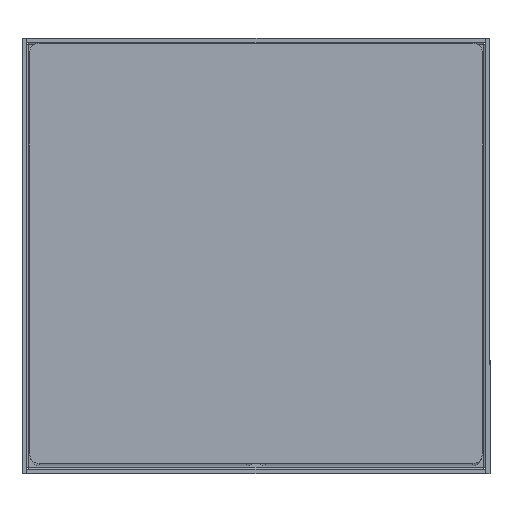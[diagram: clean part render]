
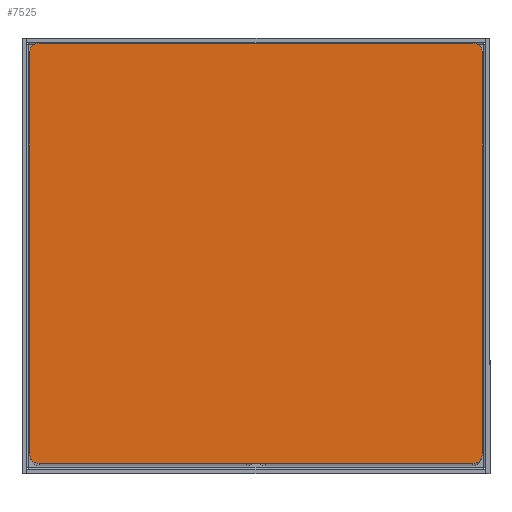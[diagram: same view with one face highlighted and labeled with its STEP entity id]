
A CAD part, top view. The second image highlights one B-rep face of the part: STEP entity #7525.
In plain terms, the highlighted face is planar.
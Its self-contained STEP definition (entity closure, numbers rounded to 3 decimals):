
#48 = VERTEX_POINT ( 'NONE', #9209 ) ;
#184 = VERTEX_POINT ( 'NONE', #10002 ) ;
#249 = EDGE_CURVE ( 'NONE', #8627, #655, #1334, .T. ) ;
#288 = ORIENTED_EDGE ( 'NONE', *, *, #7957, .T. ) ;
#308 = CARTESIAN_POINT ( 'NONE',  ( -65.1, 3., 67.2 ) ) ;
#439 = EDGE_CURVE ( 'NONE', #6221, #8759, #3620, .T. ) ;
#634 = ORIENTED_EDGE ( 'NONE', *, *, #3147, .T. ) ;
#655 = VERTEX_POINT ( 'NONE', #8508 ) ;
#978 = ORIENTED_EDGE ( 'NONE', *, *, #5746, .T. ) ;
#1301 = LINE ( 'NONE', #9633, #9213 ) ;
#1334 = LINE ( 'NONE', #3252, #9251 ) ;
#1505 = CARTESIAN_POINT ( 'NONE',  ( -62.1, 3., 67.2 ) ) ;
#1590 = EDGE_CURVE ( 'NONE', #4536, #8627, #7826, .T. ) ;
#1903 = CARTESIAN_POINT ( 'NONE',  ( -65.1, 3., -70.2 ) ) ;
#1984 = VECTOR ( 'NONE', #6856, 1000. ) ;
#2083 = EDGE_CURVE ( 'NONE', #184, #4536, #6127, .T. ) ;
#2344 = AXIS2_PLACEMENT_3D ( 'NONE', #1505, #6980, #2367 ) ;
#2367 = DIRECTION ( 'NONE',  ( 0., 0., 1. ) ) ;
#2495 = EDGE_CURVE ( 'NONE', #48, #184, #5886, .T. ) ;
#2597 = ORIENTED_EDGE ( 'NONE', *, *, #1590, .T. ) ;
#2654 = CARTESIAN_POINT ( 'NONE',  ( 62.1, 3., -70.2 ) ) ;
#2786 = ORIENTED_EDGE ( 'NONE', *, *, #2495, .T. ) ;
#3014 = CARTESIAN_POINT ( 'NONE',  ( -65.1, 3., -70.2 ) ) ;
#3063 = DIRECTION ( 'NONE',  ( 0., 0., 1. ) ) ;
#3113 = AXIS2_PLACEMENT_3D ( 'NONE', #9278, #7676, #3063 ) ;
#3147 = EDGE_CURVE ( 'NONE', #655, #7441, #7786, .T. ) ;
#3252 = CARTESIAN_POINT ( 'NONE',  ( -65.1, 3., 70.2 ) ) ;
#3424 = DIRECTION ( 'NONE',  ( 0., 0., -1. ) ) ;
#3484 = DIRECTION ( 'NONE',  ( 0., 1., 0. ) ) ;
#3620 = CIRCLE ( 'NONE', #3705, 3. ) ;
#3705 = AXIS2_PLACEMENT_3D ( 'NONE', #8126, #3484, #8952 ) ;
#4177 = CARTESIAN_POINT ( 'NONE',  ( 62.1, 3., 67.2 ) ) ;
#4304 = CARTESIAN_POINT ( 'NONE',  ( -62.1, 3., -67.2 ) ) ;
#4536 = VERTEX_POINT ( 'NONE', #308 ) ;
#4798 = FACE_OUTER_BOUND ( 'NONE', #8078, .T. ) ;
#4975 = DIRECTION ( 'NONE',  ( 0., 0., 1. ) ) ;
#5079 = ORIENTED_EDGE ( 'NONE', *, *, #249, .T. ) ;
#5105 = DIRECTION ( 'NONE',  ( 0., 0., 1. ) ) ;
#5579 = VECTOR ( 'NONE', #8092, 1000. ) ;
#5746 = EDGE_CURVE ( 'NONE', #8759, #48, #7605, .T. ) ;
#5874 = AXIS2_PLACEMENT_3D ( 'NONE', #4177, #9650, #4975 ) ;
#5886 = CIRCLE ( 'NONE', #5926, 3. ) ;
#5926 = AXIS2_PLACEMENT_3D ( 'NONE', #4304, #9767, #5105 ) ;
#6031 = CARTESIAN_POINT ( 'NONE',  ( 65.1, 3., 67.2 ) ) ;
#6127 = LINE ( 'NONE', #3014, #1984 ) ;
#6132 = PLANE ( 'NONE',  #3113 ) ;
#6221 = VERTEX_POINT ( 'NONE', #6375 ) ;
#6375 = CARTESIAN_POINT ( 'NONE',  ( 65.1, 3., -67.2 ) ) ;
#6856 = DIRECTION ( 'NONE',  ( 0., 0., 1. ) ) ;
#6980 = DIRECTION ( 'NONE',  ( 0., 1., 0. ) ) ;
#7169 = CARTESIAN_POINT ( 'NONE',  ( -62.1, 3., 70.2 ) ) ;
#7441 = VERTEX_POINT ( 'NONE', #6031 ) ;
#7525 = ADVANCED_FACE ( 'NONE', ( #4798 ), #6132, .T. ) ;
#7605 = LINE ( 'NONE', #1903, #5579 ) ;
#7676 = DIRECTION ( 'NONE',  ( 0., 1., 0. ) ) ;
#7786 = CIRCLE ( 'NONE', #5874, 3. ) ;
#7826 = CIRCLE ( 'NONE', #2344, 3. ) ;
#7957 = EDGE_CURVE ( 'NONE', #7441, #6221, #1301, .T. ) ;
#8078 = EDGE_LOOP ( 'NONE', ( #288, #9386, #978, #2786, #8980, #2597, #5079, #634 ) ) ;
#8092 = DIRECTION ( 'NONE',  ( -1., 0., 0. ) ) ;
#8126 = CARTESIAN_POINT ( 'NONE',  ( 62.1, 3., -67.2 ) ) ;
#8508 = CARTESIAN_POINT ( 'NONE',  ( 62.1, 3., 70.2 ) ) ;
#8627 = VERTEX_POINT ( 'NONE', #7169 ) ;
#8698 = DIRECTION ( 'NONE',  ( 1., 0., 0. ) ) ;
#8759 = VERTEX_POINT ( 'NONE', #2654 ) ;
#8952 = DIRECTION ( 'NONE',  ( 0., 0., 1. ) ) ;
#8980 = ORIENTED_EDGE ( 'NONE', *, *, #2083, .T. ) ;
#9209 = CARTESIAN_POINT ( 'NONE',  ( -62.1, 3., -70.2 ) ) ;
#9213 = VECTOR ( 'NONE', #3424, 1000. ) ;
#9251 = VECTOR ( 'NONE', #8698, 1000. ) ;
#9278 = CARTESIAN_POINT ( 'NONE',  ( -65.1, 3., 70.2 ) ) ;
#9386 = ORIENTED_EDGE ( 'NONE', *, *, #439, .T. ) ;
#9633 = CARTESIAN_POINT ( 'NONE',  ( 65.1, 3., -70.2 ) ) ;
#9650 = DIRECTION ( 'NONE',  ( 0., 1., 0. ) ) ;
#9767 = DIRECTION ( 'NONE',  ( 0., 1., 0. ) ) ;
#10002 = CARTESIAN_POINT ( 'NONE',  ( -65.1, 3., -67.2 ) ) ;
